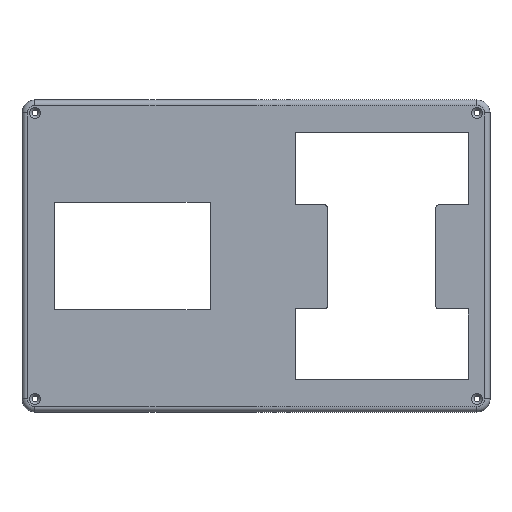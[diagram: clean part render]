
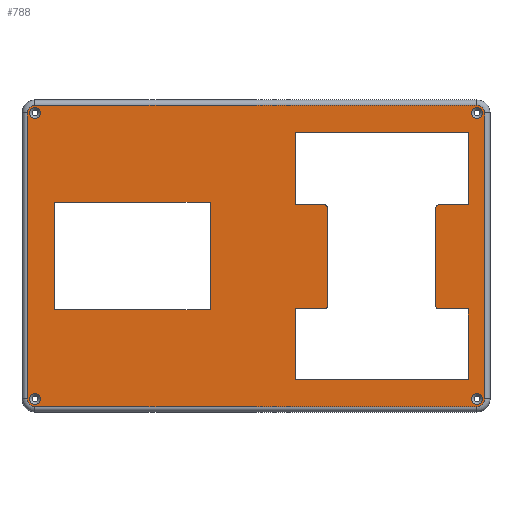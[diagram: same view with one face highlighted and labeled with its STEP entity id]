
A CAD part, top view. The second image highlights one B-rep face of the part: STEP entity #788.
In plain terms, the highlighted planar face has unit normal (0, 0, 1).
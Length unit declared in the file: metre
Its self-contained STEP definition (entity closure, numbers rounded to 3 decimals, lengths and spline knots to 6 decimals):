
#36=CIRCLE('',#848,0.00381);
#37=CIRCLE('',#849,0.00381);
#38=CIRCLE('',#850,0.00381);
#39=CIRCLE('',#851,0.00381);
#40=CIRCLE('',#852,0.002692);
#41=CIRCLE('',#853,0.002692);
#42=CIRCLE('',#854,0.002692);
#43=CIRCLE('',#855,0.002692);
#44=CIRCLE('',#856,0.001587);
#45=CIRCLE('',#857,0.001587);
#46=CIRCLE('',#858,0.001587);
#47=CIRCLE('',#859,0.001587);
#84=ORIENTED_EDGE('',*,*,#308,.T.);
#85=ORIENTED_EDGE('',*,*,#309,.T.);
#86=ORIENTED_EDGE('',*,*,#310,.T.);
#87=ORIENTED_EDGE('',*,*,#311,.T.);
#88=ORIENTED_EDGE('',*,*,#312,.T.);
#89=ORIENTED_EDGE('',*,*,#313,.T.);
#90=ORIENTED_EDGE('',*,*,#314,.T.);
#91=ORIENTED_EDGE('',*,*,#315,.T.);
#92=ORIENTED_EDGE('',*,*,#316,.T.);
#93=ORIENTED_EDGE('',*,*,#317,.T.);
#94=ORIENTED_EDGE('',*,*,#318,.T.);
#95=ORIENTED_EDGE('',*,*,#319,.T.);
#96=ORIENTED_EDGE('',*,*,#303,.F.);
#97=ORIENTED_EDGE('',*,*,#320,.T.);
#98=ORIENTED_EDGE('',*,*,#306,.T.);
#99=ORIENTED_EDGE('',*,*,#321,.T.);
#100=ORIENTED_EDGE('',*,*,#322,.F.);
#101=ORIENTED_EDGE('',*,*,#323,.T.);
#102=ORIENTED_EDGE('',*,*,#324,.F.);
#103=ORIENTED_EDGE('',*,*,#325,.T.);
#104=ORIENTED_EDGE('',*,*,#326,.T.);
#105=ORIENTED_EDGE('',*,*,#327,.F.);
#106=ORIENTED_EDGE('',*,*,#328,.F.);
#107=ORIENTED_EDGE('',*,*,#329,.F.);
#108=ORIENTED_EDGE('',*,*,#330,.T.);
#109=ORIENTED_EDGE('',*,*,#331,.F.);
#110=ORIENTED_EDGE('',*,*,#332,.T.);
#111=ORIENTED_EDGE('',*,*,#333,.F.);
#112=ORIENTED_EDGE('',*,*,#334,.F.);
#113=ORIENTED_EDGE('',*,*,#335,.T.);
#114=ORIENTED_EDGE('',*,*,#336,.T.);
#115=ORIENTED_EDGE('',*,*,#337,.F.);
#303=EDGE_CURVE('',#415,#413,#491,.T.);
#306=EDGE_CURVE('',#419,#418,#494,.T.);
#308=EDGE_CURVE('',#420,#421,#496,.T.);
#309=EDGE_CURVE('',#421,#422,#36,.T.);
#310=EDGE_CURVE('',#422,#423,#497,.T.);
#311=EDGE_CURVE('',#423,#424,#37,.T.);
#312=EDGE_CURVE('',#424,#425,#498,.F.);
#313=EDGE_CURVE('',#425,#426,#38,.T.);
#314=EDGE_CURVE('',#426,#427,#499,.F.);
#315=EDGE_CURVE('',#427,#420,#39,.T.);
#316=EDGE_CURVE('',#428,#428,#40,.T.);
#317=EDGE_CURVE('',#429,#429,#41,.T.);
#318=EDGE_CURVE('',#430,#430,#42,.T.);
#319=EDGE_CURVE('',#431,#431,#43,.T.);
#320=EDGE_CURVE('',#415,#419,#500,.T.);
#321=EDGE_CURVE('',#418,#432,#501,.T.);
#322=EDGE_CURVE('',#433,#432,#44,.T.);
#323=EDGE_CURVE('',#433,#434,#502,.T.);
#324=EDGE_CURVE('',#435,#434,#45,.T.);
#325=EDGE_CURVE('',#435,#436,#503,.T.);
#326=EDGE_CURVE('',#436,#437,#504,.T.);
#327=EDGE_CURVE('',#438,#437,#505,.T.);
#328=EDGE_CURVE('',#439,#438,#506,.T.);
#329=EDGE_CURVE('',#440,#439,#507,.T.);
#330=EDGE_CURVE('',#440,#441,#46,.T.);
#331=EDGE_CURVE('',#442,#441,#508,.T.);
#332=EDGE_CURVE('',#442,#443,#47,.T.);
#333=EDGE_CURVE('',#413,#443,#509,.T.);
#334=EDGE_CURVE('',#444,#445,#510,.T.);
#335=EDGE_CURVE('',#444,#446,#511,.T.);
#336=EDGE_CURVE('',#446,#447,#512,.T.);
#337=EDGE_CURVE('',#445,#447,#513,.T.);
#413=VERTEX_POINT('',#1181);
#415=VERTEX_POINT('',#1185);
#418=VERTEX_POINT('',#1192);
#419=VERTEX_POINT('',#1194);
#420=VERTEX_POINT('',#1198);
#421=VERTEX_POINT('',#1199);
#422=VERTEX_POINT('',#1201);
#423=VERTEX_POINT('',#1203);
#424=VERTEX_POINT('',#1205);
#425=VERTEX_POINT('',#1207);
#426=VERTEX_POINT('',#1209);
#427=VERTEX_POINT('',#1211);
#428=VERTEX_POINT('',#1214);
#429=VERTEX_POINT('',#1216);
#430=VERTEX_POINT('',#1218);
#431=VERTEX_POINT('',#1220);
#432=VERTEX_POINT('',#1223);
#433=VERTEX_POINT('',#1225);
#434=VERTEX_POINT('',#1227);
#435=VERTEX_POINT('',#1229);
#436=VERTEX_POINT('',#1231);
#437=VERTEX_POINT('',#1233);
#438=VERTEX_POINT('',#1235);
#439=VERTEX_POINT('',#1237);
#440=VERTEX_POINT('',#1239);
#441=VERTEX_POINT('',#1241);
#442=VERTEX_POINT('',#1243);
#443=VERTEX_POINT('',#1245);
#444=VERTEX_POINT('',#1248);
#445=VERTEX_POINT('',#1249);
#446=VERTEX_POINT('',#1251);
#447=VERTEX_POINT('',#1253);
#491=LINE('',#1186,#563);
#494=LINE('',#1193,#566);
#496=LINE('',#1197,#568);
#497=LINE('',#1202,#569);
#498=LINE('',#1206,#570);
#499=LINE('',#1210,#571);
#500=LINE('',#1221,#572);
#501=LINE('',#1222,#573);
#502=LINE('',#1226,#574);
#503=LINE('',#1230,#575);
#504=LINE('',#1232,#576);
#505=LINE('',#1234,#577);
#506=LINE('',#1236,#578);
#507=LINE('',#1238,#579);
#508=LINE('',#1242,#580);
#509=LINE('',#1246,#581);
#510=LINE('',#1247,#582);
#511=LINE('',#1250,#583);
#512=LINE('',#1252,#584);
#513=LINE('',#1254,#585);
#563=VECTOR('',#938,1.);
#566=VECTOR('',#943,1.);
#568=VECTOR('',#947,1.);
#569=VECTOR('',#950,1.);
#570=VECTOR('',#953,1.);
#571=VECTOR('',#956,1.);
#572=VECTOR('',#967,1.);
#573=VECTOR('',#968,1.);
#574=VECTOR('',#971,1.);
#575=VECTOR('',#974,1.);
#576=VECTOR('',#975,1.);
#577=VECTOR('',#976,1.);
#578=VECTOR('',#977,1.);
#579=VECTOR('',#978,1.);
#580=VECTOR('',#981,1.);
#581=VECTOR('',#984,1.);
#582=VECTOR('',#985,1.);
#583=VECTOR('',#986,1.);
#584=VECTOR('',#987,1.);
#585=VECTOR('',#988,1.);
#634=EDGE_LOOP('',(#84,#85,#86,#87,#88,#89,#90,#91));
#635=EDGE_LOOP('',(#92));
#636=EDGE_LOOP('',(#93));
#637=EDGE_LOOP('',(#94));
#638=EDGE_LOOP('',(#95));
#639=EDGE_LOOP('',(#96,#97,#98,#99,#100,#101,#102,#103,#104,#105,#106,#107,
#108,#109,#110,#111));
#640=EDGE_LOOP('',(#112,#113,#114,#115));
#700=FACE_BOUND('',#634,.T.);
#701=FACE_BOUND('',#635,.T.);
#702=FACE_BOUND('',#636,.T.);
#703=FACE_BOUND('',#637,.T.);
#704=FACE_BOUND('',#638,.T.);
#705=FACE_BOUND('',#639,.T.);
#706=FACE_BOUND('',#640,.T.);
#766=PLANE('',#847);
#788=ADVANCED_FACE('',(#700,#701,#702,#703,#704,#705,#706),#766,.T.);
#847=AXIS2_PLACEMENT_3D('',#1196,#945,#946);
#848=AXIS2_PLACEMENT_3D('',#1200,#948,#949);
#849=AXIS2_PLACEMENT_3D('',#1204,#951,#952);
#850=AXIS2_PLACEMENT_3D('',#1208,#954,#955);
#851=AXIS2_PLACEMENT_3D('',#1212,#957,#958);
#852=AXIS2_PLACEMENT_3D('',#1213,#959,#960);
#853=AXIS2_PLACEMENT_3D('',#1215,#961,#962);
#854=AXIS2_PLACEMENT_3D('',#1217,#963,#964);
#855=AXIS2_PLACEMENT_3D('',#1219,#965,#966);
#856=AXIS2_PLACEMENT_3D('',#1224,#969,#970);
#857=AXIS2_PLACEMENT_3D('',#1228,#972,#973);
#858=AXIS2_PLACEMENT_3D('',#1240,#979,#980);
#859=AXIS2_PLACEMENT_3D('',#1244,#982,#983);
#938=DIRECTION('',(0.,-1.,0.));
#943=DIRECTION('',(0.,-1.,0.));
#945=DIRECTION('',(0.,0.,1.));
#946=DIRECTION('',(1.,0.,0.));
#947=DIRECTION('',(0.,-1.,0.));
#948=DIRECTION('',(0.,0.,1.));
#949=DIRECTION('',(1.,0.,0.));
#950=DIRECTION('',(1.,0.,0.));
#951=DIRECTION('',(0.,0.,1.));
#952=DIRECTION('',(1.,0.,0.));
#953=DIRECTION('',(0.,-1.,0.));
#954=DIRECTION('',(0.,0.,1.));
#955=DIRECTION('',(1.,0.,0.));
#956=DIRECTION('',(1.,0.,0.));
#957=DIRECTION('',(0.,0.,1.));
#958=DIRECTION('',(1.,0.,0.));
#959=DIRECTION('',(0.,0.,-1.));
#960=DIRECTION('',(-1.,0.,0.));
#961=DIRECTION('',(0.,0.,-1.));
#962=DIRECTION('',(-1.,0.,0.));
#963=DIRECTION('',(0.,0.,-1.));
#964=DIRECTION('',(-1.,0.,0.));
#965=DIRECTION('',(0.,0.,-1.));
#966=DIRECTION('',(-1.,0.,0.));
#967=DIRECTION('',(1.,0.,0.));
#968=DIRECTION('',(-1.,0.,0.));
#969=DIRECTION('',(0.,0.,-1.));
#970=DIRECTION('',(1.,0.,0.));
#971=DIRECTION('',(0.,-1.,0.));
#972=DIRECTION('',(0.,0.,-1.));
#973=DIRECTION('',(1.,0.,0.));
#974=DIRECTION('',(1.,0.,0.));
#975=DIRECTION('',(0.,-1.,0.));
#976=DIRECTION('',(1.,0.,0.));
#977=DIRECTION('',(0.,-1.,0.));
#978=DIRECTION('',(-1.,0.,0.));
#979=DIRECTION('',(0.,0.,1.));
#980=DIRECTION('',(1.,0.,0.));
#981=DIRECTION('',(0.,-1.,0.));
#982=DIRECTION('',(0.,0.,1.));
#983=DIRECTION('',(1.,0.,0.));
#984=DIRECTION('',(1.,0.,0.));
#985=DIRECTION('',(0.,-1.,0.));
#986=DIRECTION('',(1.,0.,0.));
#987=DIRECTION('',(0.,-1.,0.));
#988=DIRECTION('',(1.,0.,0.));
#1181=CARTESIAN_POINT('',(0.13345,-0.05126,0.003175));
#1185=CARTESIAN_POINT('',(0.13345,-0.0157,0.003175));
#1186=CARTESIAN_POINT('',(0.13345,-0.0762,0.003175));
#1192=CARTESIAN_POINT('',(0.218,-0.05126,0.003175));
#1193=CARTESIAN_POINT('',(0.218,-0.0762,0.003175));
#1194=CARTESIAN_POINT('',(0.218,-0.0157,0.003175));
#1196=CARTESIAN_POINT('',(0.1143,-0.0762,0.003175));
#1197=CARTESIAN_POINT('',(0.00254,-0.14605,0.003175));
#1198=CARTESIAN_POINT('',(0.00254,-0.00635,0.003175));
#1199=CARTESIAN_POINT('',(0.00254,-0.14605,0.003175));
#1200=CARTESIAN_POINT('',(0.00635,-0.14605,0.003175));
#1201=CARTESIAN_POINT('',(0.00635,-0.14986,0.003175));
#1202=CARTESIAN_POINT('',(0.22225,-0.14986,0.003175));
#1203=CARTESIAN_POINT('',(0.22225,-0.14986,0.003175));
#1204=CARTESIAN_POINT('',(0.22225,-0.14605,0.003175));
#1205=CARTESIAN_POINT('',(0.22606,-0.14605,0.003175));
#1206=CARTESIAN_POINT('',(0.22606,-0.0762,0.003175));
#1207=CARTESIAN_POINT('',(0.22606,-0.00635,0.003175));
#1208=CARTESIAN_POINT('',(0.22225,-0.00635,0.003175));
#1209=CARTESIAN_POINT('',(0.22225,-0.00254,0.003175));
#1210=CARTESIAN_POINT('',(0.1143,-0.00254,0.003175));
#1211=CARTESIAN_POINT('',(0.00635,-0.00254,0.003175));
#1212=CARTESIAN_POINT('',(0.00635,-0.00635,0.003175));
#1213=CARTESIAN_POINT('',(0.22225,-0.00635,0.003175));
#1214=CARTESIAN_POINT('',(0.219558,-0.00635,0.003175));
#1215=CARTESIAN_POINT('',(0.22225,-0.14605,0.003175));
#1216=CARTESIAN_POINT('',(0.219558,-0.14605,0.003175));
#1217=CARTESIAN_POINT('',(0.00635,-0.14605,0.003175));
#1218=CARTESIAN_POINT('',(0.003658,-0.14605,0.003175));
#1219=CARTESIAN_POINT('',(0.00635,-0.00635,0.003175));
#1220=CARTESIAN_POINT('',(0.003658,-0.00635,0.003175));
#1221=CARTESIAN_POINT('',(0.175725,-0.0157,0.003175));
#1222=CARTESIAN_POINT('',(0.210856,-0.05126,0.003175));
#1223=CARTESIAN_POINT('',(0.203713,-0.05126,0.003175));
#1224=CARTESIAN_POINT('',(0.203713,-0.052848,0.003175));
#1225=CARTESIAN_POINT('',(0.202125,-0.052848,0.003175));
#1226=CARTESIAN_POINT('',(0.202125,-0.07666,0.003175));
#1227=CARTESIAN_POINT('',(0.202125,-0.100473,0.003175));
#1228=CARTESIAN_POINT('',(0.203713,-0.100473,0.003175));
#1229=CARTESIAN_POINT('',(0.203713,-0.10206,0.003175));
#1230=CARTESIAN_POINT('',(0.210856,-0.10206,0.003175));
#1231=CARTESIAN_POINT('',(0.218,-0.10206,0.003175));
#1232=CARTESIAN_POINT('',(0.218,-0.0762,0.003175));
#1233=CARTESIAN_POINT('',(0.218,-0.1367,0.003175));
#1234=CARTESIAN_POINT('',(0.175725,-0.1367,0.003175));
#1235=CARTESIAN_POINT('',(0.13345,-0.1367,0.003175));
#1236=CARTESIAN_POINT('',(0.13345,-0.0762,0.003175));
#1237=CARTESIAN_POINT('',(0.13345,-0.10206,0.003175));
#1238=CARTESIAN_POINT('',(0.140594,-0.10206,0.003175));
#1239=CARTESIAN_POINT('',(0.147738,-0.10206,0.003175));
#1240=CARTESIAN_POINT('',(0.147738,-0.100473,0.003175));
#1241=CARTESIAN_POINT('',(0.149325,-0.100473,0.003175));
#1242=CARTESIAN_POINT('',(0.149325,-0.07666,0.003175));
#1243=CARTESIAN_POINT('',(0.149325,-0.052848,0.003175));
#1244=CARTESIAN_POINT('',(0.147738,-0.052848,0.003175));
#1245=CARTESIAN_POINT('',(0.147738,-0.05126,0.003175));
#1246=CARTESIAN_POINT('',(0.140594,-0.05126,0.003175));
#1247=CARTESIAN_POINT('',(0.015875,-0.0762,0.003175));
#1248=CARTESIAN_POINT('',(0.015875,-0.050006,0.003175));
#1249=CARTESIAN_POINT('',(0.015875,-0.102394,0.003175));
#1250=CARTESIAN_POINT('',(0.053875,-0.050006,0.003175));
#1251=CARTESIAN_POINT('',(0.091875,-0.050006,0.003175));
#1252=CARTESIAN_POINT('',(0.091875,-0.0762,0.003175));
#1253=CARTESIAN_POINT('',(0.091875,-0.102394,0.003175));
#1254=CARTESIAN_POINT('',(0.053875,-0.102394,0.003175));
